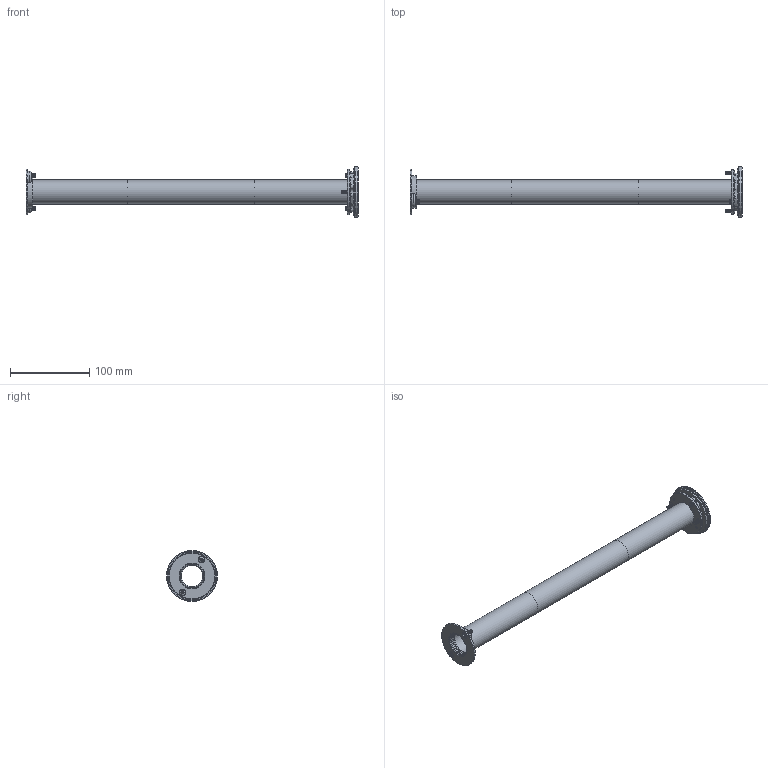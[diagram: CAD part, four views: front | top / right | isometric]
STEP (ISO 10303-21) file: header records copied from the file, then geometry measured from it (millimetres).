
FILE_DESCRIPTION (( 'STEP AP214' ), '1' );
FILE_NAME ('0186-0383_240105_PB10-70x320-L.STEP', '2024-01-05T10:19:14', ( '' ), ( '' ), 'SwSTEP 2.0', 'SolidWorks 2023', '' );
FILE_SCHEMA (( 'AUTOMOTIVE_DESIGN' ));
Length unit declared in the file: millimetre
Products named in the file (9): 0186-0383_240105_PB10-70x320-L; PS10k-AH70-A02!2; Oring-340x15_ORM-0340-15; PAW01_PAW01-28; Oring-600x15; 0230-0357_Lins.-Schr_I-6rd_M4x12_INOX-Tuf; PS10k-AV70W; 0230-0344_Lins.-Schr_I-6rd_M4x8_INOX-Tuf; PBT10-70x..._PBT10-70x320
Assembly tree (13 placements, depth 2):
  0186-0383_240105_PB10-70x320-L
    0230-0344_Lins.-Schr_I-6rd_M4x8_INOX-Tuf  x4
    Oring-340x15_ORM-0340-15
    PS10k-AH70-A02!2
    Oring-600x15
    PAW01_PAW01-28  x2
    0230-0357_Lins.-Schr_I-6rd_M4x12_INOX-Tuf  x2
    PBT10-70x..._PBT10-70x320
    PS10k-AV70W
Bounding box: 420 x 64.5 x 64.5 mm (x, y, z)
Volume: 65597.2 mm3; surface area: 103880.3 mm2
Topology: 13 solids, 13 shells, 627 faces, 1449 edges, 865 vertices
Faces by surface type: cylinder 273, cone 206, plane 85, bspline 30, torus 25, sphere 8
Full cylindrical faces by diameter (mm): 2.5 x2, 4.3 x8, 8.2 x2, 8.35 x2, 9 x2, 28 x2, 28.3 x1, 28.8 x2, 29.8 x1, 30 x1, 30.6 x1, 31.7 x2, 34 x1, 34.1 x1, 36.48 x2, 37.8 x2, 37.9 x1, 38 x1, 41 x1, 57 x1, 58 x1, 59.7 x1, 61.5 x1, 63.7 x2
Entity records: 11538 total; most frequent: CARTESIAN_POINT 4453, DIRECTION 1436, ORIENTED_EDGE 1200, AXIS2_PLACEMENT_3D 629, EDGE_CURVE 600, EDGE_LOOP 420, VERTEX_POINT 394, FACE_OUTER_BOUND 348
